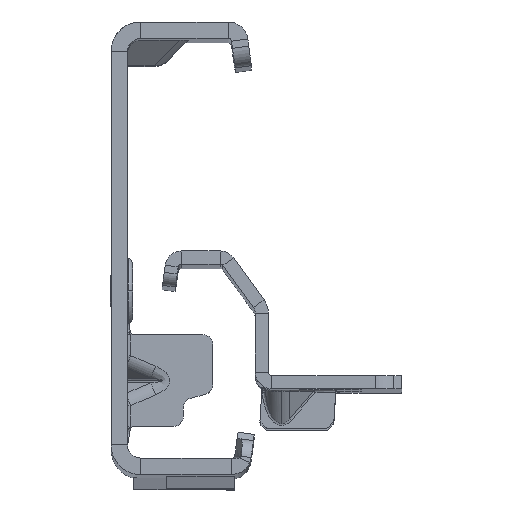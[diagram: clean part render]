
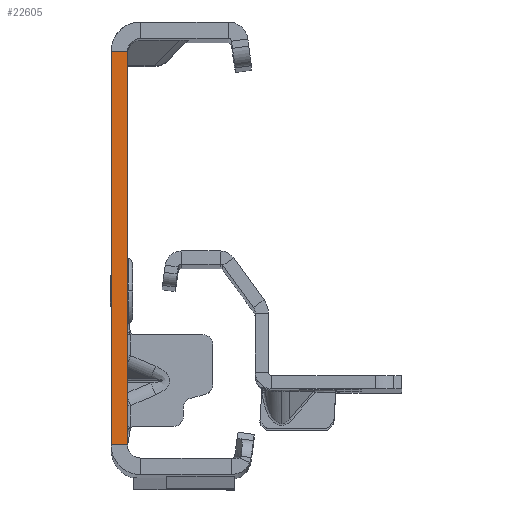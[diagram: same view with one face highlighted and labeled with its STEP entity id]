
A CAD part, top view. The second image highlights one B-rep face of the part: STEP entity #22605.
In plain terms, the highlighted planar face has unit normal (0, 0, 1).
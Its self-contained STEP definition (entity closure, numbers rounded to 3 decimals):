
#136 = VERTEX_POINT ( 'NONE', #16977 ) ;
#996 = EDGE_CURVE ( 'NONE', #136, #14534, #8713, .T. ) ;
#1196 = VECTOR ( 'NONE', #9578, 1000. ) ;
#2643 = ORIENTED_EDGE ( 'NONE', *, *, #10686, .T. ) ;
#3906 = CARTESIAN_POINT ( 'NONE',  ( -2.5, -32., 0. ) ) ;
#4441 = DIRECTION ( 'NONE',  ( 0., 0., 1. ) ) ;
#5797 = CARTESIAN_POINT ( 'NONE',  ( -2.5, 30., 0. ) ) ;
#6878 = CARTESIAN_POINT ( 'NONE',  ( 0., -30., 0. ) ) ;
#7472 = VECTOR ( 'NONE', #15485, 1000. ) ;
#7675 = ORIENTED_EDGE ( 'NONE', *, *, #8682, .F. ) ;
#7890 = FACE_OUTER_BOUND ( 'NONE', #15320, .T. ) ;
#8564 = ORIENTED_EDGE ( 'NONE', *, *, #15609, .F. ) ;
#8682 = EDGE_CURVE ( 'NONE', #136, #11362, #16491, .T. ) ;
#8713 = LINE ( 'NONE', #9066, #16989 ) ;
#9066 = CARTESIAN_POINT ( 'NONE',  ( 0., 30., 0. ) ) ;
#9368 = VECTOR ( 'NONE', #20190, 1000. ) ;
#9578 = DIRECTION ( 'NONE',  ( 0., -1., 0. ) ) ;
#10686 = EDGE_CURVE ( 'NONE', #14534, #21266, #23146, .T. ) ;
#11362 = VERTEX_POINT ( 'NONE', #6878 ) ;
#11822 = AXIS2_PLACEMENT_3D ( 'NONE', #19244, #4441, #13329 ) ;
#12287 = CARTESIAN_POINT ( 'NONE',  ( 0., -32., 0. ) ) ;
#12789 = DIRECTION ( 'NONE',  ( -1., 0., 0. ) ) ;
#13329 = DIRECTION ( 'NONE',  ( 1., 0., 0. ) ) ;
#14444 = CARTESIAN_POINT ( 'NONE',  ( 0., -30., 0. ) ) ;
#14534 = VERTEX_POINT ( 'NONE', #5797 ) ;
#15320 = EDGE_LOOP ( 'NONE', ( #7675, #22609, #2643, #8564 ) ) ;
#15485 = DIRECTION ( 'NONE',  ( -1., 0., 0. ) ) ;
#15609 = EDGE_CURVE ( 'NONE', #11362, #21266, #21851, .T. ) ;
#16237 = CARTESIAN_POINT ( 'NONE',  ( -2.5, -30., 0. ) ) ;
#16491 = LINE ( 'NONE', #12287, #9368 ) ;
#16977 = CARTESIAN_POINT ( 'NONE',  ( 0., 30., 0. ) ) ;
#16989 = VECTOR ( 'NONE', #12789, 1000. ) ;
#19244 = CARTESIAN_POINT ( 'NONE',  ( -2.5, -32., 0. ) ) ;
#20190 = DIRECTION ( 'NONE',  ( 0., -1., 0. ) ) ;
#21266 = VERTEX_POINT ( 'NONE', #16237 ) ;
#21344 = PLANE ( 'NONE',  #11822 ) ;
#21851 = LINE ( 'NONE', #14444, #7472 ) ;
#22605 = ADVANCED_FACE ( 'NONE', ( #7890 ), #21344, .T. ) ;
#22609 = ORIENTED_EDGE ( 'NONE', *, *, #996, .T. ) ;
#23146 = LINE ( 'NONE', #3906, #1196 ) ;
